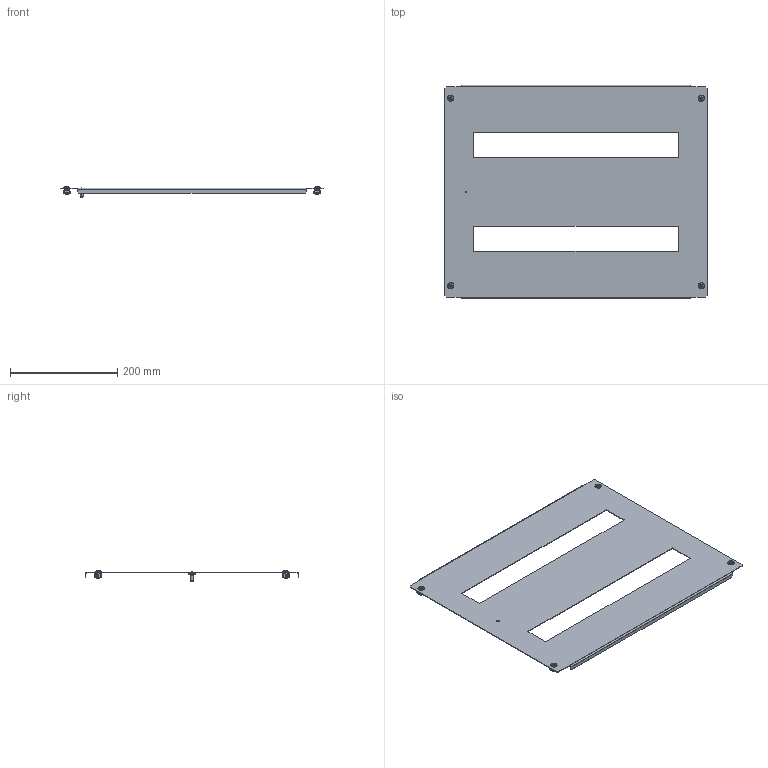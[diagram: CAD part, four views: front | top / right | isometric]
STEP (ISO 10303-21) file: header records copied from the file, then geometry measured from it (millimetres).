
FILE_DESCRIPTION (( 'STEP AP203' ), '1' );
FILE_NAME ('UR01611804002 Ôàëüø-ïàíåëü 24 ìîäóëÿ RS52 40.60 (2õ24) (000.140.028-03).STEP', '2022-04-18T11:50:48', ( '' ), ( '' ), 'SwSTEP 2.0', 'SolidWorks 2017', '' );
FILE_SCHEMA (( 'CONFIG_CONTROL_DESIGN' ));
Length unit declared in the file: millimetre
Products named in the file (8): Ãàéêà êâàäðàòíàÿ_Œ5; Êëåòêà ãàéêè_M6-4€; 011-235 Ôàëüø-ïàíåëü 24 ìîäóëÿ ( 00.60)_400; Ãàéêà êëåòåâàÿ_M5-4B; Øïèëüêà çàçåìëåíèÿ CKF CS_Œ6å16; Âèíò ISO 7380-2 TX_Œ5å12; UR01611804002 Ôàëüø-ïàíåëü 24 ìîäóëÿ RS52 40.60 (2õ24) (000.140.028-03); 000.140.025 Ôàëüø-ïàíåëü íà 24 ìîäóëÿ RS52 00.60_400
Assembly tree (13 placements, depth 3):
  UR01611804002 Ôàëüø-ïàíåëü 24 ìîäóëÿ RS52 40.60 (2õ24) (000.140.028-03)
    Ãàéêà êëåòåâàÿ_M5-4B  x4
      Êëåòêà ãàéêè_M6-4€
      Ãàéêà êâàäðàòíàÿ_Œ5
    Âèíò ISO 7380-2 TX_Œ5å12  x4
    000.140.025 Ôàëüø-ïàíåëü íà 24 ìîäóëÿ RS52 00.60_400
      011-235 Ôàëüø-ïàíåëü 24 ìîäóëÿ ( 00.60)_400
      Øïèëüêà çàçåìëåíèÿ CKF CS_Œ6å16
Bounding box: 490 x 399 x 20 mm (x, y, z)
Volume: 203539.3 mm3; surface area: 342950.7 mm2
Topology: 14 solids, 14 shells, 641 faces, 1572 edges, 964 vertices
Faces by surface type: plane 387, cylinder 184, bspline 40, torus 16, cone 14
Entity records: 8230 total; most frequent: CARTESIAN_POINT 2168, ORIENTED_EDGE 1062, DIRECTION 1011, EDGE_CURVE 531, VECTOR 337, LINE 337, AXIS2_PLACEMENT_3D 337, VERTEX_POINT 331
